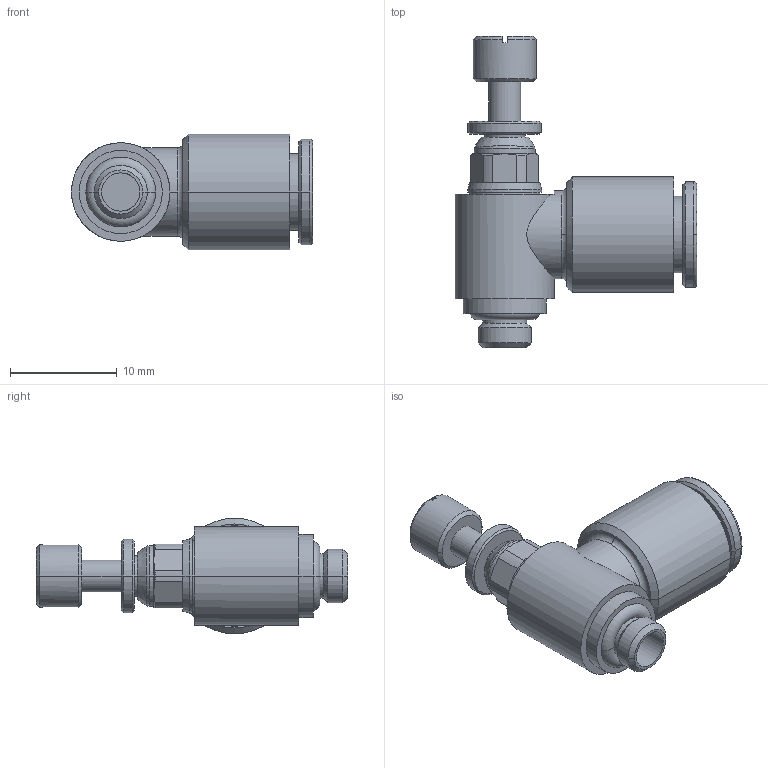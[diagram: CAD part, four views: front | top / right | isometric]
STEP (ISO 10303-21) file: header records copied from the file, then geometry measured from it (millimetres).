
FILE_DESCRIPTION(('STEP AP214'),'1');
FILE_NAME('7660_06_19.stp','2016-07-07T14:55:25',('TraceParts'),('TraceParts S.A.'),'Spatial InterOp 3D',' ',' ');
FILE_SCHEMA(('automotive_design'));
Length unit declared in the file: millimetre
Products named in the file (1): 1
Bounding box: 22.62 x 29.2 x 10.85 mm (x, y, z)
Volume: 1703.9 mm3; surface area: 1843.4 mm2
Topology: 1 solids, 1 shells, 114 faces, 267 edges, 168 vertices
Faces by surface type: cylinder 42, cone 36, plane 30, torus 6
Entity records: 3553 total; most frequent: CARTESIAN_POINT 850, DIRECTION 618, ORIENTED_EDGE 534, EDGE_CURVE 267, AXIS2_PLACEMENT_3D 258, VERTEX_POINT 168, CIRCLE 143, EDGE_LOOP 129
